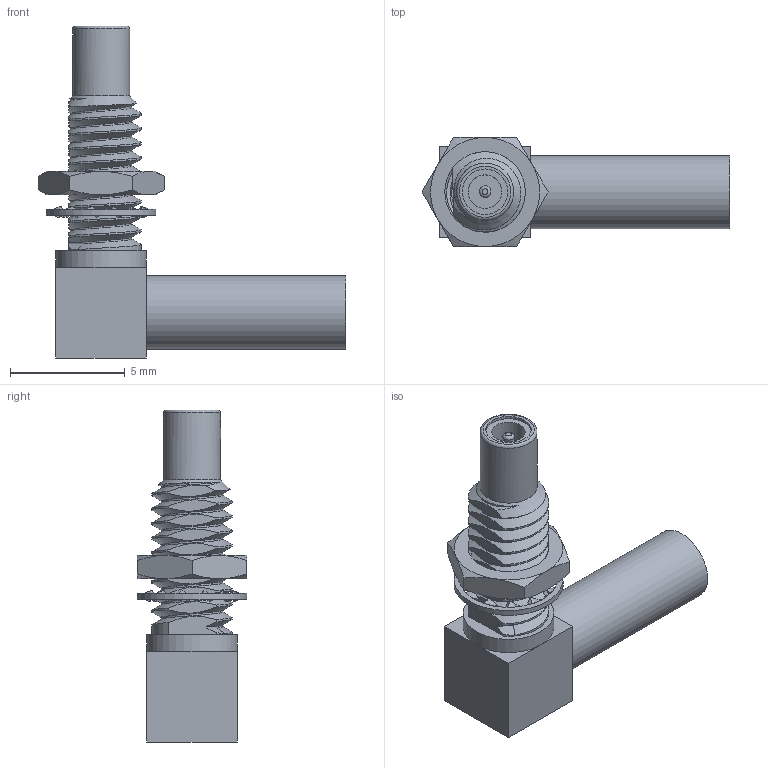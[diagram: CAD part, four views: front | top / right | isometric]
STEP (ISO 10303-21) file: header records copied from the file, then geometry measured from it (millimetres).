
FILE_DESCRIPTION (( 'STEP AP214' ), '1' );
FILE_NAME ('PE45499.STEP', '2020-04-01T15:47:36', ( '' ), ( '' ), 'SwSTEP 2.0', 'SolidWorks 2018', '' );
FILE_SCHEMA (( 'AUTOMOTIVE_DESIGN' ));
Length unit declared in the file: inch
Products named in the file (4): PE45499-MA2; PE45499-MA3; PE45499-MA1; PE45499
Assembly tree (3 placements, depth 2):
  PE45499
    PE45499-MA1
    PE45499-MA2
    PE45499-MA3
Bounding box: 13.43 x 4.76 x 14.48 mm (x, y, z)
Volume: 182.5 mm3; surface area: 536.8 mm2
Topology: 18 solids, 18 shells, 167 faces, 364 edges, 236 vertices
Faces by surface type: plane 66, bspline 53, cylinder 25, cone 21, torus 2
Full cylindrical faces by diameter (mm): 0.508 x1, 1.016 x1, 1.473 x1, 1.778 x3, 1.981 x2, 2.3 x1, 2.489 x1, 3.2 x1, 3.962 x1, 4.255 x1, 4.763 x1
Entity records: 7249 total; most frequent: CARTESIAN_POINT 3686, ORIENTED_EDGE 650, DIRECTION 538, EDGE_CURVE 325, VERTEX_POINT 222, EDGE_LOOP 203, VECTOR 192, LINE 192
